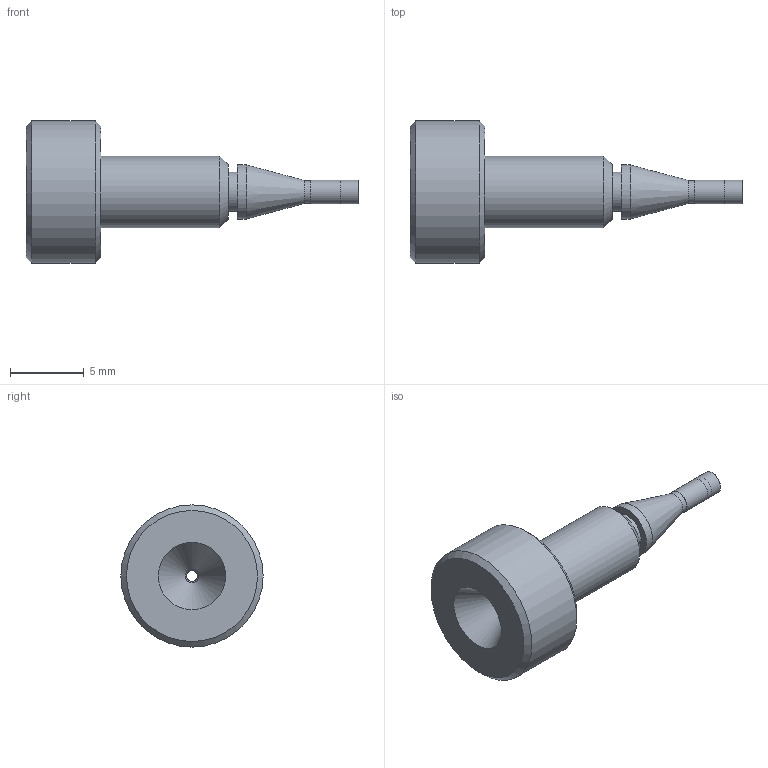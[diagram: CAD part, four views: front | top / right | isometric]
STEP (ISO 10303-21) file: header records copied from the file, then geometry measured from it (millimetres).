
FILE_DESCRIPTION((''),'2;1');
FILE_NAME('305094.stp','2010-04-08T15:51:15',('Franzp'),(''),'Autodesk Inventor 2009','Autodesk Inventor 2009','');
FILE_SCHEMA(('AUTOMOTIVE_DESIGN { 1 0 10303 214 1 1 1 1 }'));
Length unit declared in the file: millimetre
Products named in the file (4): 305094; 313170; 313169; 313172
Assembly tree (3 placements, depth 2):
  305094
    313170
    313169
    313172
Bounding box: 22.53 x 9.65 x 9.65 mm (x, y, z)
Volume: 529.5 mm3; surface area: 613.6 mm2
Topology: 3 solids, 3 shells, 34 faces, 60 edges, 37 vertices
Faces by surface type: cylinder 11, plane 11, cone 6, bspline 4, torus 2
Full cylindrical faces by diameter (mm): 1.499 x1, 1.524 x1, 1.549 x1, 1.6 x1, 2.667 x1, 2.794 x1, 2.87 x1, 2.997 x1, 3.683 x1, 4.826 x1, 9.652 x1
Entity records: 884 total; most frequent: CARTESIAN_POINT 177, DIRECTION 142, AXIS2_PLACEMENT_3D 71, ORIENTED_EDGE 68, EDGE_LOOP 68, VERTEX_POINT 34, CIRCLE 34, EDGE_CURVE 34
